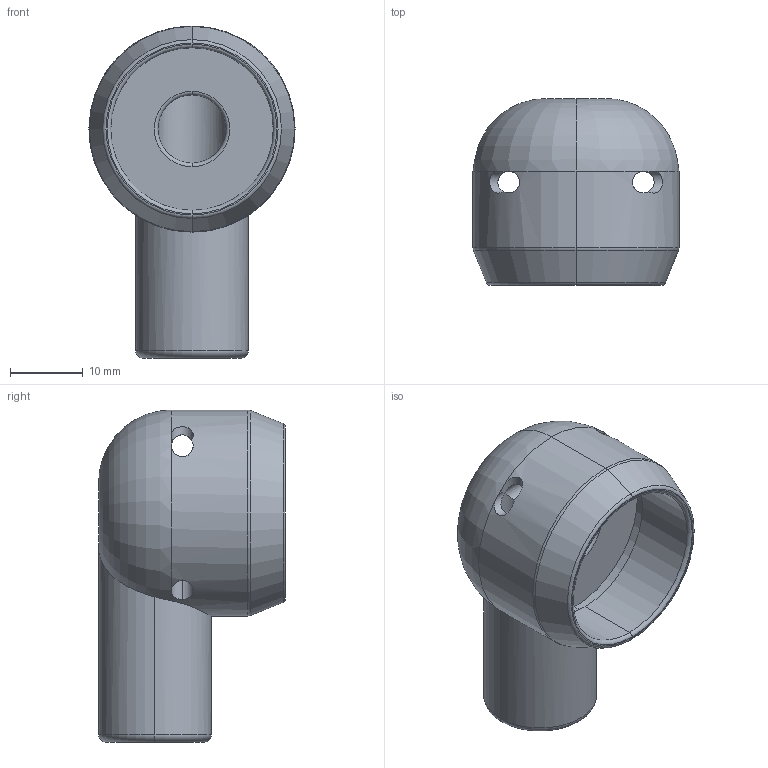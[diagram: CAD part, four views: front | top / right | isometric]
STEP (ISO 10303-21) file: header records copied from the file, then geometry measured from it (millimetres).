
FILE_DESCRIPTION (( 'STEP AP203' ), '1' );
FILE_NAME ('intakeXL.STEP', '2021-09-01T11:08:10', ( '' ), ( '' ), 'SwSTEP 2.0', 'SolidWorks 2012', '' );
FILE_SCHEMA (( 'CONFIG_CONTROL_DESIGN' ));
Length unit declared in the file: millimetre
Products named in the file (1): intakeXL
Bounding box: 28.4 x 25.73 x 45.76 mm (x, y, z)
Volume: 10178.4 mm3; surface area: 6327.2 mm2
Topology: 1 solids, 1 shells, 53 faces, 128 edges, 77 vertices
Faces by surface type: cylinder 28, torus 14, plane 6, sphere 3, cone 2
Entity records: 2060 total; most frequent: CARTESIAN_POINT 795, DIRECTION 255, ORIENTED_EDGE 250, EDGE_CURVE 125, AXIS2_PLACEMENT_3D 115, VERTEX_POINT 75, EDGE_LOOP 62, CIRCLE 61
